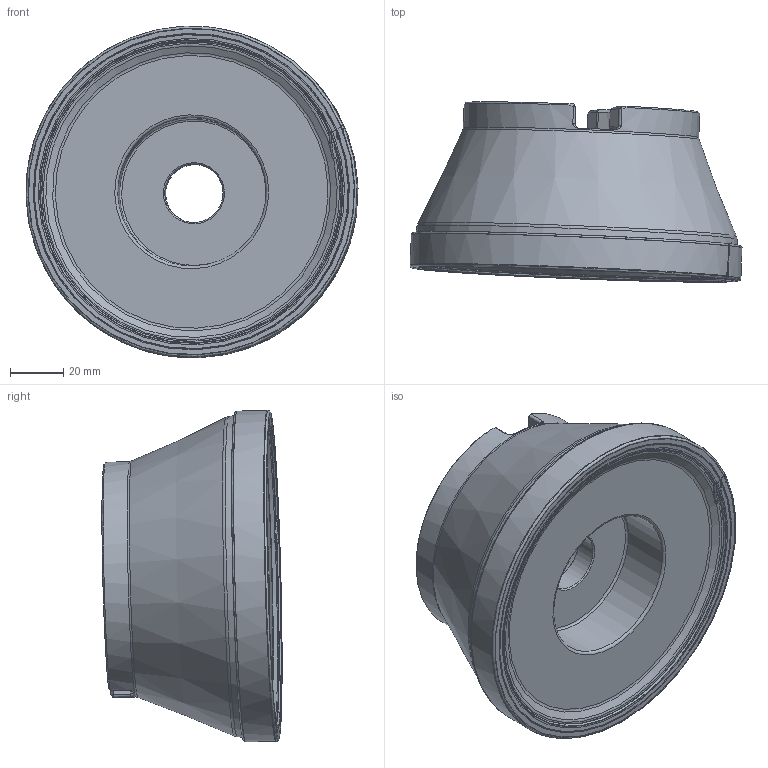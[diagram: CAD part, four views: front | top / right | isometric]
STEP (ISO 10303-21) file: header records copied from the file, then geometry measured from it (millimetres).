
FILE_DESCRIPTION(/* description */ (''),/* implementation_level */ '2;1');
FILE_NAME(/* name */ 'ax_step_export_TOP_PART.stp',/* time_stamp */ '2022-02-17T12:58:20+01:00',/* author */ (''),/* organization */ (''),/* preprocessor_version */ 'ST-DEVELOPER v16.7',/* originating_system */ 'SIEMENS PLM Software NX 12.0',/* authorisation */ '');
FILE_SCHEMA (('AUTOMOTIVE_DESIGN { 1 0 10303 214 3 1 1 1 }'));
Products named in the file (4): CUT; NOCUT; ASSEMBLY_CONSTRUCTION; TOP_PART
Assembly tree (3 placements, depth 2):
  TOP_PART
    ASSEMBLY_CONSTRUCTION
    NOCUT
    CUT
Bounding box: 125.25 x 67.97 x 125.11 mm (x, y, z)
Volume: 464989.2 mm3; surface area: 60755.2 mm2
Topology: 3 solids, 3 shells, 576 faces, 1482 edges, 1003 vertices
Faces by surface type: bspline 284, cylinder 107, plane 91, torus 30, revolution 25, cone 25, sphere 10, extrusion 4
Full cylindrical faces by diameter (mm): 4.4 x1, 22 x1, 40.008 x1, 40.2 x1, 56.1 x1, 89 x1, 121.8 x1
Entity records: 43069 total; most frequent: CARTESIAN_POINT 31546, ORIENTED_EDGE 2592, DIRECTION 1700, EDGE_CURVE 1296, VERTEX_POINT 803, AXIS2_PLACEMENT_3D 707, B_SPLINE_CURVE_WITH_KNOTS 685, EDGE_LOOP 659
